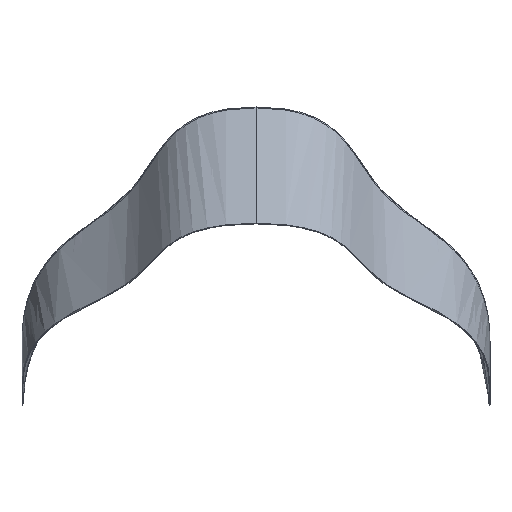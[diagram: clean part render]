
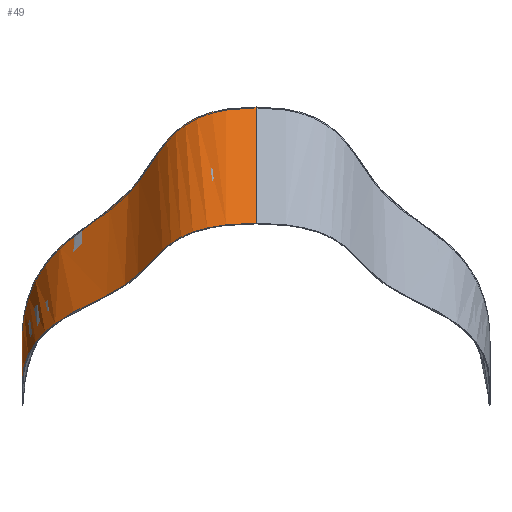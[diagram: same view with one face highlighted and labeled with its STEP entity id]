
A CAD part, top view. The second image highlights one B-rep face of the part: STEP entity #49.
In plain terms, the highlighted free-form (B-spline) face has degree [3, 3] with [5, 7] control points.
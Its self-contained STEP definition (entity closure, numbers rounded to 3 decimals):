
#49=ADVANCED_FACE('',(#373),#3671,.T.);
#373=FACE_OUTER_BOUND('',#664,.T.);
#664=EDGE_LOOP('',(#1216,#1217,#1218,#1219));
#1216=ORIENTED_EDGE('',*,*,#2195,.T.);
#1217=ORIENTED_EDGE('',*,*,#2204,.T.);
#1218=ORIENTED_EDGE('',*,*,#2205,.F.);
#1219=ORIENTED_EDGE('',*,*,#2203,.F.);
#2195=EDGE_CURVE('',#3299,#3300,#2907,.T.);
#2203=EDGE_CURVE('',#3299,#3307,#2915,.T.);
#2204=EDGE_CURVE('',#3300,#3308,#2916,.T.);
#2205=EDGE_CURVE('',#3307,#3308,#2917,.T.);
#2907=B_SPLINE_CURVE_WITH_KNOTS('',3,(#18586,#18587,#18588,#18589,#18590,
#18591,#18592,#18593,#18594,#18595,#18596,#18597,#18598,#18599,#18600,#18601,
#18602,#18603,#18604,#18605,#18606,#18607,#18608,#18609,#18610,#18611,#18612,
#18613,#18614,#18615,#18616,#18617,#18618),.UNSPECIFIED.,.F.,.F.,(4,1,1,
1,1,1,1,1,1,1,1,1,1,1,3,1,1,1,1,1,1,1,1,1,1,1,1,1,4),(-793.122,
-727.674,-699.515,-674.039,-650.61,
-628.639,-607.618,-587.148,-566.944,
-546.829,-526.71,-506.55,-486.337,
-466.053,-425.118,-382.342,-360.191,
-337.484,-314.265,-290.583,-266.458,
-241.868,-216.719,-190.833,-163.936,
-135.657,-105.537,-73.046,0.),.UNSPECIFIED.);
#2915=B_SPLINE_CURVE_WITH_KNOTS('',3,(#18710,#18711,#18712,#18713),
 .UNSPECIFIED.,.F.,.F.,(4,4),(1495.659,1840.108),
 .UNSPECIFIED.);
#2916=B_SPLINE_CURVE_WITH_KNOTS('',3,(#18714,#18715,#18716,#18717),
 .UNSPECIFIED.,.F.,.F.,(4,4),(1709.413,1840.108),
 .UNSPECIFIED.);
#2917=B_SPLINE_CURVE_WITH_KNOTS('',3,(#18718,#18719,#18720,#18721,#18722),
 .UNSPECIFIED.,.F.,.F.,(4,1,4),(0.,447.948,895.896),
 .UNSPECIFIED.);
#3299=VERTEX_POINT('',#10403);
#3300=VERTEX_POINT('',#10404);
#3307=VERTEX_POINT('',#10411);
#3308=VERTEX_POINT('',#10412);
#3671=B_SPLINE_SURFACE_WITH_KNOTS('',3,3,((#8015,#8016,#8017,#8018,#8019,
#8020,#8021),(#8022,#8023,#8024,#8025,#8026,#8027,#8028),(#8029,#8030,#8031,
#8032,#8033,#8034,#8035),(#8036,#8037,#8038,#8039,#8040,#8041,#8042),(#8043,
#8044,#8045,#8046,#8047,#8048,#8049)),.UNSPECIFIED.,.F.,.F.,.F.,(4,1,4),
(4,3,4),(0.,447.948,895.896),(729.828,1495.659,
1840.108),.UNSPECIFIED.);
#8015=CARTESIAN_POINT('',(0.,1053.645,885.813));
#8016=CARTESIAN_POINT('',(0.,869.097,1062.209));
#8017=CARTESIAN_POINT('',(0.,684.548,1238.604));
#8018=CARTESIAN_POINT('',(0.,500.,1415.));
#8019=CARTESIAN_POINT('',(0.,416.995,1494.338));
#8020=CARTESIAN_POINT('',(0.,334.005,1573.662));
#8021=CARTESIAN_POINT('',(0.,251.,1653.));
#8022=CARTESIAN_POINT('',(-200.,1053.645,885.813));
#8023=CARTESIAN_POINT('',(-200.,869.097,1062.209));
#8024=CARTESIAN_POINT('',(-200.,684.548,1238.604));
#8025=CARTESIAN_POINT('',(-200.,500.,1415.));
#8026=CARTESIAN_POINT('',(-200.,416.995,1494.338));
#8027=CARTESIAN_POINT('',(-200.,334.005,1573.662));
#8028=CARTESIAN_POINT('',(-200.,251.,1653.));
#8029=CARTESIAN_POINT('',(-205.,896.797,721.716));
#8030=CARTESIAN_POINT('',(-205.,712.249,898.112));
#8031=CARTESIAN_POINT('',(-205.,527.701,1074.507));
#8032=CARTESIAN_POINT('',(-205.,343.152,1250.903));
#8033=CARTESIAN_POINT('',(-205.,260.148,1330.241));
#8034=CARTESIAN_POINT('',(-205.,177.157,1409.565));
#8035=CARTESIAN_POINT('',(-205.,94.152,1488.903));
#8036=CARTESIAN_POINT('',(-500.,846.357,668.945));
#8037=CARTESIAN_POINT('',(-500.,661.809,845.341));
#8038=CARTESIAN_POINT('',(-500.,477.261,1021.736));
#8039=CARTESIAN_POINT('',(-500.,292.712,1198.132));
#8040=CARTESIAN_POINT('',(-500.,209.708,1277.469));
#8041=CARTESIAN_POINT('',(-500.,126.717,1356.794));
#8042=CARTESIAN_POINT('',(-500.,43.712,1436.132));
#8043=CARTESIAN_POINT('',(-500.,708.165,524.366));
#8044=CARTESIAN_POINT('',(-500.,523.617,700.762));
#8045=CARTESIAN_POINT('',(-500.,339.069,877.157));
#8046=CARTESIAN_POINT('',(-500.,154.521,1053.553));
#8047=CARTESIAN_POINT('',(-500.,71.516,1132.891));
#8048=CARTESIAN_POINT('',(-500.,-11.475,1212.215));
#8049=CARTESIAN_POINT('',(-500.,-94.479,1291.553));
#10403=CARTESIAN_POINT('',(0.,500.,1415.));
#10404=CARTESIAN_POINT('',(-500.,0.,1201.247));
#10411=CARTESIAN_POINT('',(0.,251.,1653.));
#10412=CARTESIAN_POINT('',(-500.,-94.479,1291.553));
#18586=CARTESIAN_POINT('',(0.,500.,1415.));
#18587=CARTESIAN_POINT('',(-21.793,499.977,1414.99));
#18588=CARTESIAN_POINT('',(-53.109,498.135,1414.203));
#18589=CARTESIAN_POINT('',(-91.878,489.957,1410.706));
#18590=CARTESIAN_POINT('',(-116.139,482.021,1407.314));
#18591=CARTESIAN_POINT('',(-137.293,472.218,1403.123));
#18592=CARTESIAN_POINT('',(-155.69,460.796,1398.24));
#18593=CARTESIAN_POINT('',(-171.705,448.023,1392.78));
#18594=CARTESIAN_POINT('',(-185.743,434.165,1386.855));
#18595=CARTESIAN_POINT('',(-198.23,419.469,1380.573));
#18596=CARTESIAN_POINT('',(-209.593,404.163,1374.029));
#18597=CARTESIAN_POINT('',(-220.255,388.458,1367.315));
#18598=CARTESIAN_POINT('',(-230.627,372.558,1360.518));
#18599=CARTESIAN_POINT('',(-241.121,356.666,1353.724));
#18600=CARTESIAN_POINT('',(-255.86,335.701,1344.761));
#18601=CARTESIAN_POINT('',(-268.247,320.742,1338.366));
#18602=CARTESIAN_POINT('',(-277.5,311.5,1334.415));
#18603=CARTESIAN_POINT('',(-287.17,301.842,1330.286));
#18604=CARTESIAN_POINT('',(-303.264,288.491,1324.579));
#18605=CARTESIAN_POINT('',(-326.133,271.775,1317.433));
#18606=CARTESIAN_POINT('',(-344.178,259.123,1312.024));
#18607=CARTESIAN_POINT('',(-362.626,246.183,1306.492));
#18608=CARTESIAN_POINT('',(-381.176,232.651,1300.707));
#18609=CARTESIAN_POINT('',(-399.518,218.219,1294.537));
#18610=CARTESIAN_POINT('',(-417.338,202.576,1287.85));
#18611=CARTESIAN_POINT('',(-434.312,185.407,1280.51));
#18612=CARTESIAN_POINT('',(-450.104,166.399,1272.384));
#18613=CARTESIAN_POINT('',(-464.366,145.246,1263.341));
#18614=CARTESIAN_POINT('',(-476.742,121.653,1253.255));
#18615=CARTESIAN_POINT('',(-486.881,95.344,1242.007));
#18616=CARTESIAN_POINT('',(-497.345,54.814,1224.68));
#18617=CARTESIAN_POINT('',(-499.996,22.374,1210.813));
#18618=CARTESIAN_POINT('',(-500.,0.,1201.247));
#18710=CARTESIAN_POINT('',(0.,500.,1415.));
#18711=CARTESIAN_POINT('',(0.,416.995,1494.338));
#18712=CARTESIAN_POINT('',(0.,334.005,1573.662));
#18713=CARTESIAN_POINT('',(0.,251.,1653.));
#18714=CARTESIAN_POINT('',(-500.,0.,1201.247));
#18715=CARTESIAN_POINT('',(-500.,-31.492,1231.348));
#18716=CARTESIAN_POINT('',(-500.,-62.985,1261.45));
#18717=CARTESIAN_POINT('',(-500.,-94.479,1291.553));
#18718=CARTESIAN_POINT('',(0.,251.,1653.));
#18719=CARTESIAN_POINT('',(-200.,251.,1653.));
#18720=CARTESIAN_POINT('',(-205.,94.152,1488.903));
#18721=CARTESIAN_POINT('',(-500.,43.712,1436.132));
#18722=CARTESIAN_POINT('',(-500.,-94.479,1291.553));
